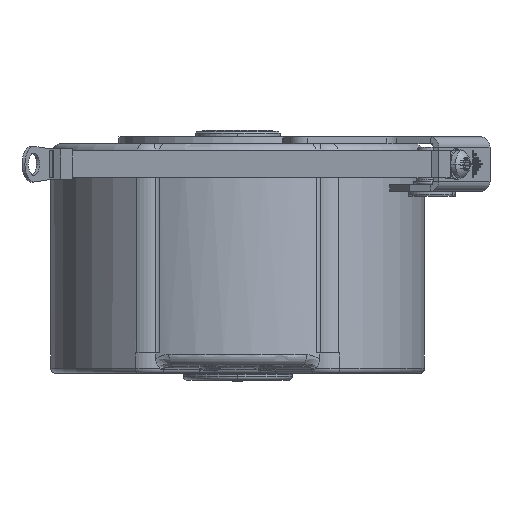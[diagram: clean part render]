
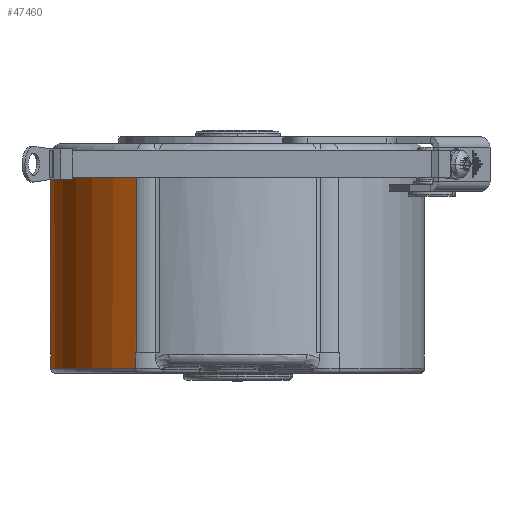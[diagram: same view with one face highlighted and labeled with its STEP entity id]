
A CAD part, front view. The second image highlights one B-rep face of the part: STEP entity #47460.
In plain terms, the highlighted cylindrical face has radius 55 mm (diameter 110 mm), a partial arc.
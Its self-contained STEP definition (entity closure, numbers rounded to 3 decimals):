
#15095=DIRECTION('',(0.,0.,-1.));
#15096=VECTOR('',#15095,58.5);
#15097=CARTESIAN_POINT('',(-54.944,-2.477,8.3));
#15098=LINE('',#15097,#15096);
#15104=CARTESIAN_POINT('',(0.,0.,8.3));
#15105=DIRECTION('',(0.,0.,-1.));
#15106=DIRECTION('',(-0.538,-0.843,0.));
#15107=AXIS2_PLACEMENT_3D('',#15104,#15105,#15106);
#15109=DIRECTION('',(0.,0.,-1.));
#15110=VECTOR('',#15109,4.5);
#15111=CARTESIAN_POINT('',(-30.051,-46.064,-50.2));
#15112=LINE('',#15111,#15110);
#15113=CARTESIAN_POINT('',(0.,0.,-54.7));
#15114=DIRECTION('',(0.,0.,-1.));
#15115=DIRECTION('',(-0.546,-0.838,0.));
#15116=AXIS2_PLACEMENT_3D('',#15113,#15114,#15115);
#15118=DIRECTION('',(0.,0.,-1.));
#15119=VECTOR('',#15118,4.5);
#15120=CARTESIAN_POINT('',(-54.918,-2.993,-50.2));
#15121=LINE('',#15120,#15119);
#17802=CARTESIAN_POINT('',(0.,0.,-50.2));
#17803=DIRECTION('',(0.,0.,1.));
#17804=DIRECTION('',(-0.546,-0.838,0.));
#17805=AXIS2_PLACEMENT_3D('',#17802,#17803,#17804);
#17812=DIRECTION('',(0.,0.,1.));
#17813=VECTOR('',#17812,58.5);
#17814=CARTESIAN_POINT('',(-29.617,-46.345,-50.2));
#17815=LINE('',#17814,#17813);
#19127=CARTESIAN_POINT('',(0.,0.,-50.2));
#19128=DIRECTION('',(0.,0.,1.));
#19129=DIRECTION('',(-0.999,-0.045,0.));
#19130=AXIS2_PLACEMENT_3D('',#19127,#19128,#19129);
#34144=CARTESIAN_POINT('',(-30.051,-46.064,-54.7));
#34145=CARTESIAN_POINT('',(-54.918,-2.993,-54.7));
#34146=VERTEX_POINT('',#34144);
#34147=VERTEX_POINT('',#34145);
#36071=CARTESIAN_POINT('',(-29.617,-46.345,8.3));
#36072=CARTESIAN_POINT('',(-54.944,-2.477,8.3));
#36073=VERTEX_POINT('',#36071);
#36074=VERTEX_POINT('',#36072);
#36562=CARTESIAN_POINT('',(-29.617,-46.345,-50.2));
#36564=VERTEX_POINT('',#36562);
#36565=CARTESIAN_POINT('',(-54.944,-2.477,-50.2));
#36567=VERTEX_POINT('',#36565);
#36603=CARTESIAN_POINT('',(-54.918,-2.993,-50.2));
#36604=VERTEX_POINT('',#36603);
#36605=CARTESIAN_POINT('',(-30.051,-46.064,-50.2));
#36606=VERTEX_POINT('',#36605);
#47438=CARTESIAN_POINT('',(0.,0.,-56.2));
#47439=DIRECTION('',(0.,0.,1.));
#47440=DIRECTION('',(1.,0.,0.));
#47441=AXIS2_PLACEMENT_3D('',#47438,#47439,#47440);
#47442=CYLINDRICAL_SURFACE('',#47441,55.);
#47443=ORIENTED_EDGE('',*,*,#47421,.F.);
#47445=ORIENTED_EDGE('',*,*,#47444,.F.);
#47447=ORIENTED_EDGE('',*,*,#47446,.F.);
#47449=ORIENTED_EDGE('',*,*,#47448,.F.);
#47451=ORIENTED_EDGE('',*,*,#47450,.T.);
#47453=ORIENTED_EDGE('',*,*,#47452,.T.);
#47455=ORIENTED_EDGE('',*,*,#47454,.F.);
#47457=ORIENTED_EDGE('',*,*,#47456,.F.);
#47458=EDGE_LOOP('',(#47443,#47445,#47447,#47449,#47451,#47453,#47455,#47457));
#47459=FACE_OUTER_BOUND('',#47458,.F.);
#15108=CIRCLE('',#15107,55.);
#15117=CIRCLE('',#15116,55.);
#17806=CIRCLE('',#17805,55.);
#19131=CIRCLE('',#19130,55.);
#47421=EDGE_CURVE('',#36074,#36567,#15098,.T.);
#47444=EDGE_CURVE('',#36073,#36074,#15108,.T.);
#47446=EDGE_CURVE('',#36564,#36073,#17815,.T.);
#47448=EDGE_CURVE('',#36606,#36564,#17806,.T.);
#47450=EDGE_CURVE('',#36606,#34146,#15112,.T.);
#47452=EDGE_CURVE('',#34146,#34147,#15117,.T.);
#47454=EDGE_CURVE('',#36604,#34147,#15121,.T.);
#47456=EDGE_CURVE('',#36567,#36604,#19131,.T.);
#47460=ADVANCED_FACE('',(#47459),#47442,.T.);
